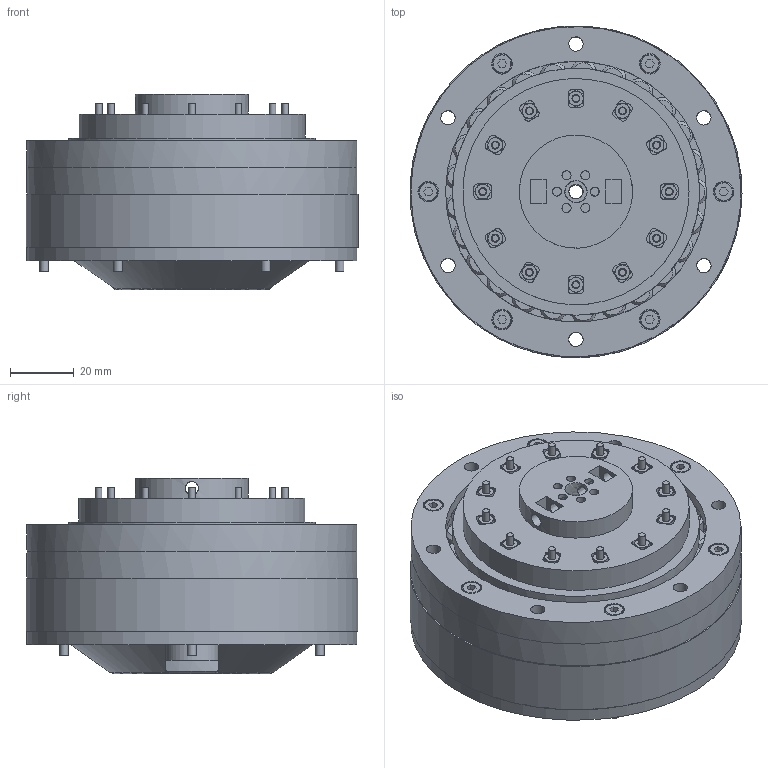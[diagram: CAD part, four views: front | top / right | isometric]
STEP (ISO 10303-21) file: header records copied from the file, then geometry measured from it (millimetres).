
FILE_DESCRIPTION(('FreeCAD Model'),'2;1');
FILE_NAME('Open CASCADE Shape Model','2025-05-02T16:20:55',('FreeCAD'),( 'FreeCAD'),'Open CASCADE STEP processor 7.6','FreeCAD','Unknown');
FILE_SCHEMA(('AUTOMOTIVE_DESIGN { 1 0 10303 214 1 1 1 1 }'));
Products named in the file (1): Open CASCADE STEP translator 7.6 1
Bounding box: 103.88 x 103.82 x 61.2 mm (x, y, z)
Volume: 310031.7 mm3; surface area: 148189.6 mm2
Topology: 86 solids, 86 shells, 2739 faces, 6429 edges, 3951 vertices
Faces by surface type: bspline 2739
Entity records: 171119 total; most frequent: CARTESIAN_POINT 131895, ORIENTED_EDGE 12858, EDGE_CURVE 6429, B_SPLINE_CURVE_WITH_KNOTS 4783, VERTEX_POINT 3951, FACE_BOUND 3140, EDGE_LOOP 3140, ADVANCED_FACE 2739
